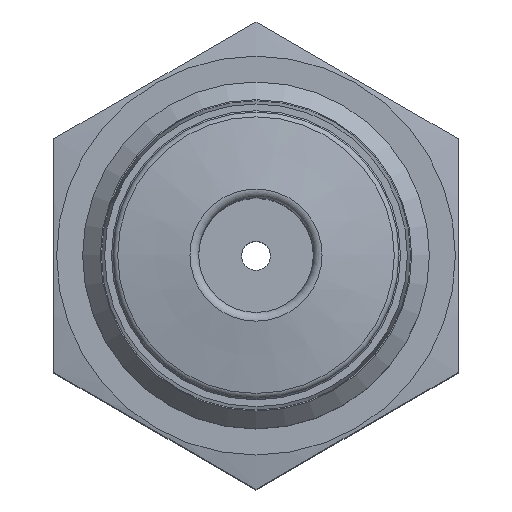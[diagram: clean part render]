
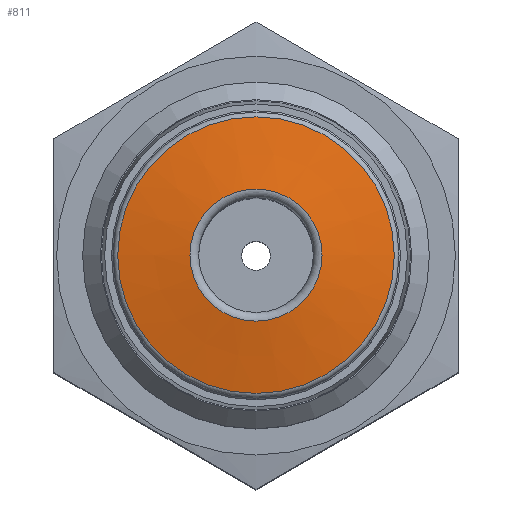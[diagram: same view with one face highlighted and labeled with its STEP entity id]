
A CAD part, top view. The second image highlights one B-rep face of the part: STEP entity #811.
In plain terms, the highlighted conical face has half-angle 80 degrees and reference radius 2.284 mm.
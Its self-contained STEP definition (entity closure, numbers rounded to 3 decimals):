
#81=CONICAL_SURFACE('',#887,2.284,1.396);
#121=ORIENTED_EDGE('',*,*,#221,.F.);
#122=ORIENTED_EDGE('',*,*,#222,.T.);
#221=EDGE_CURVE('',#279,#279,#331,.T.);
#222=EDGE_CURVE('',#280,#280,#332,.T.);
#279=VERTEX_POINT('',#1186);
#280=VERTEX_POINT('',#1188);
#331=CIRCLE('',#888,4.785);
#332=CIRCLE('',#889,2.284);
#387=EDGE_LOOP('',(#121));
#388=EDGE_LOOP('',(#122));
#475=FACE_BOUND('',#387,.T.);
#476=FACE_BOUND('',#388,.T.);
#811=ADVANCED_FACE('',(#475,#476),#81,.T.);
#887=AXIS2_PLACEMENT_3D('',#1184,#1014,#1015);
#888=AXIS2_PLACEMENT_3D('',#1185,#1016,#1017);
#889=AXIS2_PLACEMENT_3D('',#1187,#1018,#1019);
#1014=DIRECTION('',(0.,0.,-1.));
#1015=DIRECTION('',(-1.,0.,0.));
#1016=DIRECTION('',(0.,0.,-1.));
#1017=DIRECTION('',(-1.,0.,0.));
#1018=DIRECTION('',(0.,0.,-1.));
#1019=DIRECTION('',(-1.,0.,0.));
#1184=CARTESIAN_POINT('',(0.,0.,17.75));
#1185=CARTESIAN_POINT('',(0.,0.,17.309));
#1186=CARTESIAN_POINT('',(-4.785,0.,17.309));
#1187=CARTESIAN_POINT('',(0.,0.,17.75));
#1188=CARTESIAN_POINT('',(-2.284,0.,17.75));
